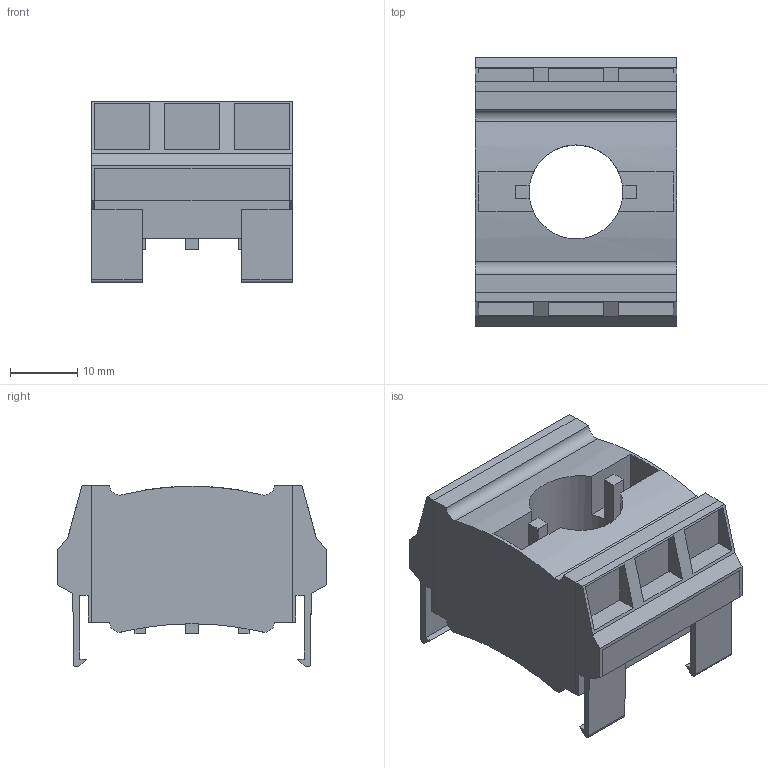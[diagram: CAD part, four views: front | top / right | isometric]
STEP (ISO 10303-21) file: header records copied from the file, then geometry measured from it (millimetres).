
FILE_DESCRIPTION((''),'2;1');
FILE_NAME('BR-3P-CSW_ASM','2022-04-12T11:32:51',('klemen.sitar'),('Audax d.o.o.'),'CREO PARAMETRIC BY PTC INC, 2021304','CREO PARAMETRIC BY PTC INC, 2021304','');
FILE_SCHEMA(('AP242_MANAGED_MODEL_BASED_3D_ENGINEERING_MIM_LF { 1 0 10303 442 1 1 4 }'));
Length unit declared in the file: metre
Products named in the file (4): BR-3P-CSW_1_1; BR-3P-CSW_2; BR-3P-CSW_3; BR-3P-CSW_ASM
Assembly tree (3 placements, depth 2):
  BR-3P-CSW_ASM
    BR-3P-CSW_1_1
    BR-3P-CSW_2
    BR-3P-CSW_3
Bounding box: 30 x 39.99 x 27.13 mm (x, y, z)
Volume: 16033.4 mm3; surface area: 10058.6 mm2
Topology: 3 solids, 3 shells, 146 faces, 423 edges, 289 vertices
Faces by surface type: plane 129, cylinder 17
Entity records: 7958 total; most frequent: CARTESIAN_POINT 936, ORIENTED_EDGE 846, DIRECTION 812, PRESENTATION_STYLE_ASSIGNMENT 576, STYLED_ITEM 576, CURVE_STYLE 427, EDGE_CURVE 423, VECTOR 342
